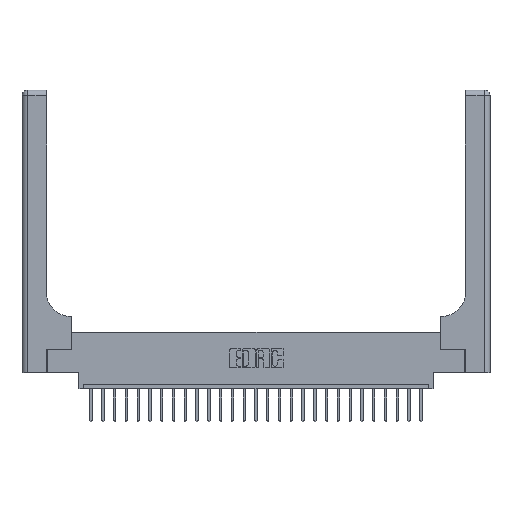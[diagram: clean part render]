
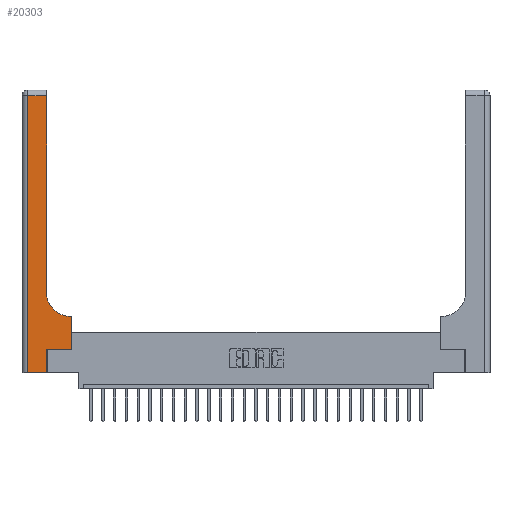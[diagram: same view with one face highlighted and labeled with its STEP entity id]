
A CAD part, top view. The second image highlights one B-rep face of the part: STEP entity #20303.
In plain terms, the highlighted planar face has unit normal (0, 0, 1).
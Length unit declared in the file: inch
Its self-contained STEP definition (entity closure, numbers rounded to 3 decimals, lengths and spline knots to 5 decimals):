
#76 = LINE ( 'NONE', #25253, #13582 ) ;
#228 = VERTEX_POINT ( 'NONE', #480 ) ;
#249 = CARTESIAN_POINT ( 'NONE',  ( 0.26, 3., 0.37 ) ) ;
#480 = CARTESIAN_POINT ( 'NONE',  ( 0.265, 0.25, 0.37 ) ) ;
#667 = LINE ( 'NONE', #8545, #6093 ) ;
#789 = EDGE_CURVE ( 'NONE', #3986, #22418, #24096, .T. ) ;
#1358 = VERTEX_POINT ( 'NONE', #9992 ) ;
#1869 = LINE ( 'NONE', #9751, #19382 ) ;
#3264 = AXIS2_PLACEMENT_3D ( 'NONE', #25478, #21745, #17613 ) ;
#3403 = CARTESIAN_POINT ( 'NONE',  ( 0.528, 0.6, 0.37 ) ) ;
#3874 = LINE ( 'NONE', #249, #16893 ) ;
#3936 = CARTESIAN_POINT ( 'NONE',  ( 0.06, 2.94, 0.37 ) ) ;
#3986 = VERTEX_POINT ( 'NONE', #3403 ) ;
#4103 = ORIENTED_EDGE ( 'NONE', *, *, #789, .T. ) ;
#4162 = EDGE_CURVE ( 'NONE', #15188, #1358, #18973, .T. ) ;
#4229 = CARTESIAN_POINT ( 'NONE',  ( 0.265, 0., 0.37 ) ) ;
#4287 = CARTESIAN_POINT ( 'NONE',  ( 0.26, 0.85, 0.37 ) ) ;
#4303 = VERTEX_POINT ( 'NONE', #20127 ) ;
#4424 = CARTESIAN_POINT ( 'NONE',  ( 0., 3., 0.37 ) ) ;
#5934 = ORIENTED_EDGE ( 'NONE', *, *, #24756, .T. ) ;
#6093 = VECTOR ( 'NONE', #16435, 39.37008 ) ;
#6294 = DIRECTION ( 'NONE',  ( 0., 1., 0. ) ) ;
#6424 = CARTESIAN_POINT ( 'NONE',  ( 0.26, 2.94, 0.37 ) ) ;
#6544 = EDGE_CURVE ( 'NONE', #22495, #3986, #6743, .T. ) ;
#6743 = LINE ( 'NONE', #20566, #8476 ) ;
#7570 = DIRECTION ( 'NONE',  ( -1., 0., 0. ) ) ;
#8319 = ORIENTED_EDGE ( 'NONE', *, *, #15671, .T. ) ;
#8476 = VECTOR ( 'NONE', #18378, 39.37008 ) ;
#8545 = CARTESIAN_POINT ( 'NONE',  ( 0., 0., 0.37 ) ) ;
#8854 = VECTOR ( 'NONE', #17158, 39.37008 ) ;
#9751 = CARTESIAN_POINT ( 'NONE',  ( 0.265, 0.25, 0.37 ) ) ;
#9992 = CARTESIAN_POINT ( 'NONE',  ( 0.06, 0., 0.37 ) ) ;
#10141 = EDGE_LOOP ( 'NONE', ( #21585, #5934, #13675, #22892, #8319, #20161, #23765, #4103, #24515 ) ) ;
#10206 = AXIS2_PLACEMENT_3D ( 'NONE', #4424, #18242, #12294 ) ;
#12000 = DIRECTION ( 'NONE',  ( 0., 1., 0. ) ) ;
#12087 = DIRECTION ( 'NONE',  ( -1., 0., 0. ) ) ;
#12294 = DIRECTION ( 'NONE',  ( -1., 0., 0. ) ) ;
#12350 = CARTESIAN_POINT ( 'NONE',  ( 0.26, 0.6, 0.37 ) ) ;
#13150 = CARTESIAN_POINT ( 'NONE',  ( 0.06, 3., 0.37 ) ) ;
#13368 = DIRECTION ( 'NONE',  ( 1., 0., 0. ) ) ;
#13582 = VECTOR ( 'NONE', #7570, 39.37008 ) ;
#13675 = ORIENTED_EDGE ( 'NONE', *, *, #4162, .T. ) ;
#13873 = VECTOR ( 'NONE', #6294, 39.37008 ) ;
#14479 = VERTEX_POINT ( 'NONE', #4287 ) ;
#15188 = VERTEX_POINT ( 'NONE', #3936 ) ;
#15671 = EDGE_CURVE ( 'NONE', #4303, #228, #19980, .T. ) ;
#16435 = DIRECTION ( 'NONE',  ( 1., 0., 0. ) ) ;
#16748 = CARTESIAN_POINT ( 'NONE',  ( 0.528, 0.25, 0.37 ) ) ;
#16893 = VECTOR ( 'NONE', #12000, 39.37008 ) ;
#17158 = DIRECTION ( 'NONE',  ( 0., -1., 0. ) ) ;
#17613 = DIRECTION ( 'NONE',  ( 1., 0., 0. ) ) ;
#18242 = DIRECTION ( 'NONE',  ( 0., 0., -1. ) ) ;
#18378 = DIRECTION ( 'NONE',  ( 0., 1., 0. ) ) ;
#18973 = LINE ( 'NONE', #13150, #8854 ) ;
#19382 = VECTOR ( 'NONE', #13368, 39.37008 ) ;
#19609 = CARTESIAN_POINT ( 'NONE',  ( 0.51, 0.6, 0.37 ) ) ;
#19980 = LINE ( 'NONE', #4229, #13873 ) ;
#20127 = CARTESIAN_POINT ( 'NONE',  ( 0.265, 0., 0.37 ) ) ;
#20161 = ORIENTED_EDGE ( 'NONE', *, *, #23556, .T. ) ;
#20303 = ADVANCED_FACE ( 'NONE', ( #22238 ), #22108, .F. ) ;
#20566 = CARTESIAN_POINT ( 'NONE',  ( 0.528, 0.25, 0.37 ) ) ;
#21112 = VERTEX_POINT ( 'NONE', #6424 ) ;
#21554 = EDGE_CURVE ( 'NONE', #1358, #4303, #667, .T. ) ;
#21585 = ORIENTED_EDGE ( 'NONE', *, *, #23412, .T. ) ;
#21745 = DIRECTION ( 'NONE',  ( 0., 0., -1. ) ) ;
#22108 = PLANE ( 'NONE',  #10206 ) ;
#22238 = FACE_OUTER_BOUND ( 'NONE', #10141, .T. ) ;
#22418 = VERTEX_POINT ( 'NONE', #19609 ) ;
#22495 = VERTEX_POINT ( 'NONE', #16748 ) ;
#22721 = VECTOR ( 'NONE', #12087, 39.37008 ) ;
#22892 = ORIENTED_EDGE ( 'NONE', *, *, #21554, .T. ) ;
#23107 = EDGE_CURVE ( 'NONE', #22418, #14479, #23896, .T. ) ;
#23412 = EDGE_CURVE ( 'NONE', #14479, #21112, #3874, .T. ) ;
#23556 = EDGE_CURVE ( 'NONE', #228, #22495, #1869, .T. ) ;
#23765 = ORIENTED_EDGE ( 'NONE', *, *, #6544, .T. ) ;
#23896 = CIRCLE ( 'NONE', #3264, 0.25 ) ;
#24096 = LINE ( 'NONE', #12350, #22721 ) ;
#24515 = ORIENTED_EDGE ( 'NONE', *, *, #23107, .T. ) ;
#24756 = EDGE_CURVE ( 'NONE', #21112, #15188, #76, .T. ) ;
#25253 = CARTESIAN_POINT ( 'NONE',  ( 0., 2.94, 0.37 ) ) ;
#25478 = CARTESIAN_POINT ( 'NONE',  ( 0.51, 0.85, 0.37 ) ) ;
